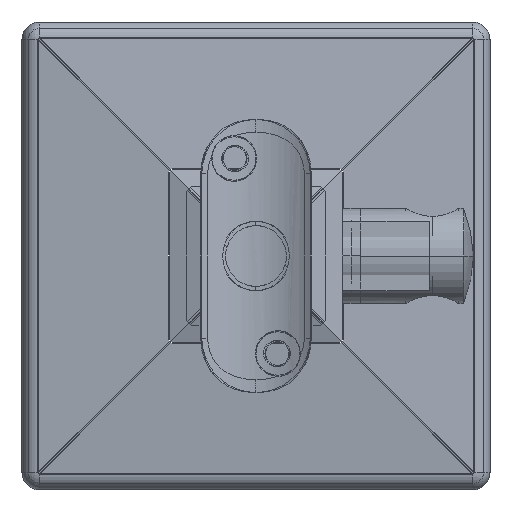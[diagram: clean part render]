
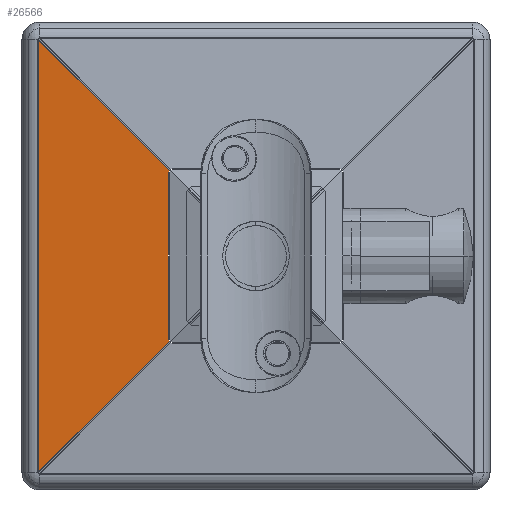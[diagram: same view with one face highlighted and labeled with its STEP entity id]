
A CAD part, front view. The second image highlights one B-rep face of the part: STEP entity #26566.
In plain terms, the highlighted face is planar.
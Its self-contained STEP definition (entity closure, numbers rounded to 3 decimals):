
#570 = EDGE_LOOP ( 'NONE', ( #14590, #3513, #25526, #10621, #7293, #26334 ) ) ;
#926 = CARTESIAN_POINT ( 'NONE',  ( -20.072, 20.426, 23.984 ) ) ;
#987 = CARTESIAN_POINT ( 'NONE',  ( 54., 50.354, 21.324 ) ) ;
#2929 = CARTESIAN_POINT ( 'NONE',  ( -19.064, 20.25, 24. ) ) ;
#3160 = VERTEX_POINT ( 'NONE', #8909 ) ;
#3246 = DIRECTION ( 'NONE',  ( 0.706, -0.706, 0.063 ) ) ;
#3279 = CARTESIAN_POINT ( 'NONE',  ( -50., 50.354, 21.324 ) ) ;
#3299 = CARTESIAN_POINT ( 'NONE',  ( 50.176, 50.531, 21.308 ) ) ;
#3482 = EDGE_CURVE ( 'NONE', #25740, #21465, #17203, .T. ) ;
#3513 = ORIENTED_EDGE ( 'NONE', *, *, #21841, .T. ) ;
#3932 = CARTESIAN_POINT ( 'NONE',  ( 54., 20.25, 24. ) ) ;
#4554 = CARTESIAN_POINT ( 'NONE',  ( -18.75, 20.25, 24. ) ) ;
#5587 = AXIS2_PLACEMENT_3D ( 'NONE', #3932, #19248, #12742 ) ;
#5620 = LINE ( 'NONE', #987, #25872 ) ;
#6119 = CARTESIAN_POINT ( 'NONE',  ( 19.619, 19.973, 24.025 ) ) ;
#7252 = CARTESIAN_POINT ( 'NONE',  ( -19.619, 19.973, 24.025 ) ) ;
#7293 = ORIENTED_EDGE ( 'NONE', *, *, #10246, .T. ) ;
#7385 = LINE ( 'NONE', #23137, #22198 ) ;
#7531 = CARTESIAN_POINT ( 'NONE',  ( -19.363, 20.155, 24.008 ) ) ;
#8909 = CARTESIAN_POINT ( 'NONE',  ( 19.619, 19.973, 24.025 ) ) ;
#10246 = EDGE_CURVE ( 'NONE', #24324, #25740, #12332, .T. ) ;
#10621 = ORIENTED_EDGE ( 'NONE', *, *, #14188, .T. ) ;
#12332 = LINE ( 'NONE', #926, #12397 ) ;
#12397 = VECTOR ( 'NONE', #3246, 1000. ) ;
#12472 = CARTESIAN_POINT ( 'NONE',  ( 18.75, 20.25, 24. ) ) ;
#12742 = DIRECTION ( 'NONE',  ( 0., 0.996, -0.089 ) ) ;
#14188 = EDGE_CURVE ( 'NONE', #23232, #24324, #5620, .T. ) ;
#14488 = CARTESIAN_POINT ( 'NONE',  ( 19.363, 20.155, 24.008 ) ) ;
#14590 = ORIENTED_EDGE ( 'NONE', *, *, #26834, .F. ) ;
#16888 = CARTESIAN_POINT ( 'NONE',  ( -19.619, 19.973, 24.025 ) ) ;
#17203 =( BOUNDED_CURVE ( )  B_SPLINE_CURVE ( 3, ( #7252, #7531, #2929, #25175 ),
 .UNSPECIFIED., .F., .F. ) 
 B_SPLINE_CURVE_WITH_KNOTS ( ( 4, 4 ),
 ( 5.666, 6.283 ),
 .UNSPECIFIED. ) 
 CURVE ( )  GEOMETRIC_REPRESENTATION_ITEM ( )  RATIONAL_B_SPLINE_CURVE ( ( 1., 0.968, 0.968, 1. ) ) 
 REPRESENTATION_ITEM ( '' )  );
#18122 = DIRECTION ( 'NONE',  ( -1., 0., 0. ) ) ;
#18513 = CARTESIAN_POINT ( 'NONE',  ( 18.75, 20.25, 24. ) ) ;
#18743 = DIRECTION ( 'NONE',  ( 0.706, 0.706, -0.063 ) ) ;
#18966 = PLANE ( 'NONE',  #5587 ) ;
#19248 = DIRECTION ( 'NONE',  ( 0., -0.089, -0.996 ) ) ;
#19251 = CARTESIAN_POINT ( 'NONE',  ( 19.064, 20.25, 24. ) ) ;
#20538 = DIRECTION ( 'NONE',  ( -1., 0., 0. ) ) ;
#20786 = VECTOR ( 'NONE', #18743, 1000. ) ;
#21465 = VERTEX_POINT ( 'NONE', #4554 ) ;
#21841 = EDGE_CURVE ( 'NONE', #23313, #3160, #23709, .T. ) ;
#21861 = FACE_OUTER_BOUND ( 'NONE', #570, .T. ) ;
#22198 = VECTOR ( 'NONE', #20538, 1000. ) ;
#23137 = CARTESIAN_POINT ( 'NONE',  ( 54., 20.25, 24. ) ) ;
#23216 = CARTESIAN_POINT ( 'NONE',  ( 50., 50.354, 21.324 ) ) ;
#23232 = VERTEX_POINT ( 'NONE', #23216 ) ;
#23313 = VERTEX_POINT ( 'NONE', #18513 ) ;
#23709 =( BOUNDED_CURVE ( )  B_SPLINE_CURVE ( 3, ( #12472, #19251, #14488, #6119 ),
 .UNSPECIFIED., .F., .F. ) 
 B_SPLINE_CURVE_WITH_KNOTS ( ( 4, 4 ),
 ( 3.142, 3.759 ),
 .UNSPECIFIED. ) 
 CURVE ( )  GEOMETRIC_REPRESENTATION_ITEM ( )  RATIONAL_B_SPLINE_CURVE ( ( 1., 0.968, 0.968, 1. ) ) 
 REPRESENTATION_ITEM ( '' )  );
#24324 = VERTEX_POINT ( 'NONE', #3279 ) ;
#25175 = CARTESIAN_POINT ( 'NONE',  ( -18.75, 20.25, 24. ) ) ;
#25526 = ORIENTED_EDGE ( 'NONE', *, *, #26137, .T. ) ;
#25740 = VERTEX_POINT ( 'NONE', #16888 ) ;
#25872 = VECTOR ( 'NONE', #18122, 1000. ) ;
#26137 = EDGE_CURVE ( 'NONE', #3160, #23232, #27565, .T. ) ;
#26334 = ORIENTED_EDGE ( 'NONE', *, *, #3482, .T. ) ;
#26566 = ADVANCED_FACE ( 'NONE', ( #21861 ), #18966, .F. ) ;
#26834 = EDGE_CURVE ( 'NONE', #23313, #21465, #7385, .T. ) ;
#27565 = LINE ( 'NONE', #3299, #20786 ) ;
